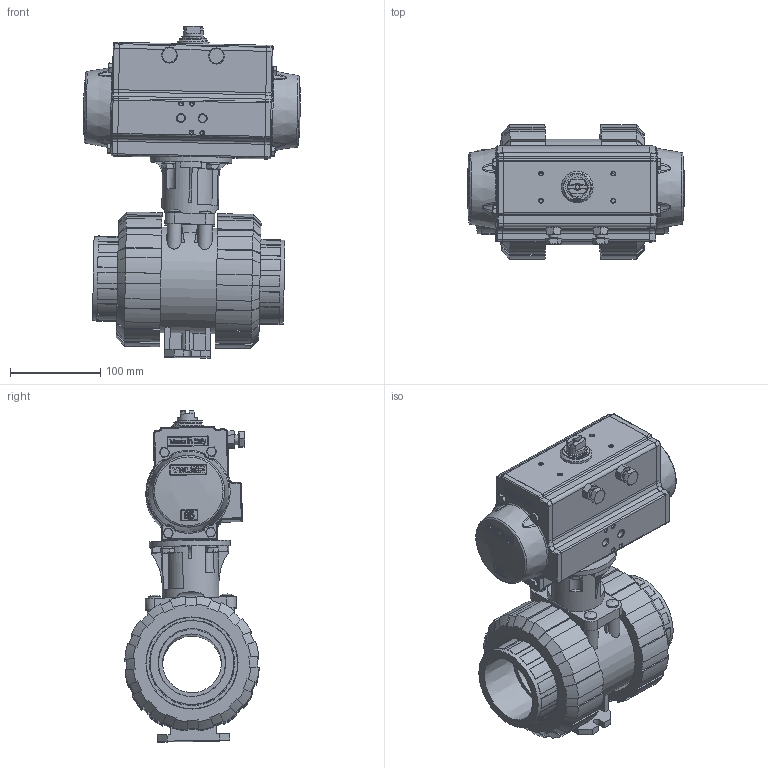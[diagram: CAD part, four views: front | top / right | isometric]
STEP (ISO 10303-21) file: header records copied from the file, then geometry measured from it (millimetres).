
FILE_DESCRIPTION((''),'2;1');
FILE_NAME('PV10053A - 075 - DA085.stp','2021-08-16T09:11:15',('RL'),(''),'Autodesk Inventor 2012','Autodesk Inventor 2012','');
FILE_SCHEMA(('AUTOMOTIVE_DESIGN { 1 0 10303 214 1 1 1 1 }'));
Length unit declared in the file: millimetre
Products named in the file (1): PV10053A_075_82DASR085
Bounding box: 240.24 x 148.76 x 367.67 mm (x, y, z)
Volume: 4303820 mm3; surface area: 415530.6 mm2
Topology: 1 solids, 3 shells, 1970 faces, 5231 edges, 3346 vertices
Faces by surface type: plane 917, bspline 405, cylinder 313, cone 250, torus 77, sphere 8
Full cylindrical faces by diameter (mm): 2 x2, 4.2 x8, 5 x5, 8 x4, 8.5 x6, 10 x10, 11.63 x4, 14 x4, 16 x2, 22 x1, 30 x1, 35 x1, 36.9 x1, 37 x1, 45 x1, 50.8 x1, 62.6 x1, 65 x1, 90 x1, 92.9 x2, 101 x2, 102 x2, 114.5 x2, 117 x1, 123.3 x2
Entity records: 89143 total; most frequent: CARTESIAN_POINT 41857, ORIENTED_EDGE 10052, DIRECTION 8603, EDGE_CURVE 5026, VERTEX_POINT 3267, AXIS2_PLACEMENT_3D 3162, VECTOR 2279, LINE 2279
